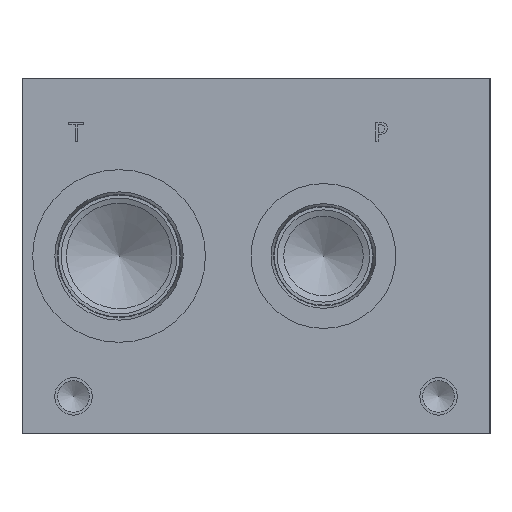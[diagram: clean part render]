
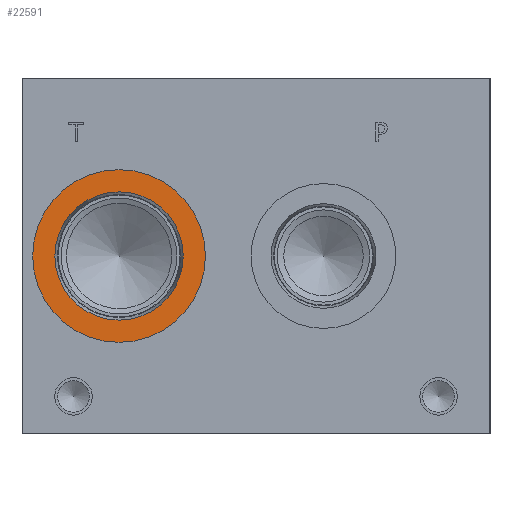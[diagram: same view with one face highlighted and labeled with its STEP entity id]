
A CAD part, left-side view. The second image highlights one B-rep face of the part: STEP entity #22591.
In plain terms, the highlighted planar face has unit normal (-1, 0, 0).
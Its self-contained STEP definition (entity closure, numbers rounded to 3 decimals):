
#1059=CIRCLE('',#23980,29.286);
#1060=CIRCLE('',#23981,29.286);
#1061=CIRCLE('',#23983,21.755);
#1062=CIRCLE('',#23984,21.755);
#2076=FACE_BOUND('',#4511,.T.);
#3169=FACE_OUTER_BOUND('',#4510,.T.);
#4510=EDGE_LOOP('',(#19126,#19127));
#4511=EDGE_LOOP('',(#19128,#19129));
#10358=VERTEX_POINT('',#38441);
#10359=VERTEX_POINT('',#38443);
#10360=VERTEX_POINT('',#38447);
#10361=VERTEX_POINT('',#38448);
#13416=EDGE_CURVE('',#10358,#10359,#1059,.T.);
#13417=EDGE_CURVE('',#10359,#10358,#1060,.T.);
#13418=EDGE_CURVE('',#10360,#10361,#1061,.T.);
#13419=EDGE_CURVE('',#10361,#10360,#1062,.T.);
#19126=ORIENTED_EDGE('',*,*,#13417,.F.);
#19127=ORIENTED_EDGE('',*,*,#13416,.F.);
#19128=ORIENTED_EDGE('',*,*,#13418,.T.);
#19129=ORIENTED_EDGE('',*,*,#13419,.T.);
#20879=PLANE('',#23982);
#22591=ADVANCED_FACE('',(#3169,#2076),#20879,.F.);
#23980=AXIS2_PLACEMENT_3D('',#38444,#28609,#28610);
#23981=AXIS2_PLACEMENT_3D('',#38445,#28611,#28612);
#23982=AXIS2_PLACEMENT_3D('',#38446,#28613,#28614);
#23983=AXIS2_PLACEMENT_3D('',#38449,#28615,#28616);
#23984=AXIS2_PLACEMENT_3D('',#38450,#28617,#28618);
#28609=DIRECTION('center_axis',(1.,0.,0.));
#28610=DIRECTION('ref_axis',(0.,0.,-1.));
#28611=DIRECTION('center_axis',(1.,0.,0.));
#28612=DIRECTION('ref_axis',(0.,0.,-1.));
#28613=DIRECTION('center_axis',(1.,0.,0.));
#28614=DIRECTION('ref_axis',(0.,0.,-1.));
#28615=DIRECTION('center_axis',(1.,0.,0.));
#28616=DIRECTION('ref_axis',(0.,0.,-1.));
#28617=DIRECTION('center_axis',(1.,0.,0.));
#28618=DIRECTION('ref_axis',(0.,0.,-1.));
#38441=CARTESIAN_POINT('',(0.787,125.832,31.039));
#38443=CARTESIAN_POINT('',(0.787,125.832,89.611));
#38444=CARTESIAN_POINT('Origin',(0.787,125.832,60.325));
#38445=CARTESIAN_POINT('Origin',(0.787,125.832,60.325));
#38446=CARTESIAN_POINT('Origin',(0.787,125.832,82.08));
#38447=CARTESIAN_POINT('',(0.787,125.832,82.08));
#38448=CARTESIAN_POINT('',(0.787,125.832,38.57));
#38449=CARTESIAN_POINT('Origin',(0.787,125.832,60.325));
#38450=CARTESIAN_POINT('Origin',(0.787,125.832,60.325));
